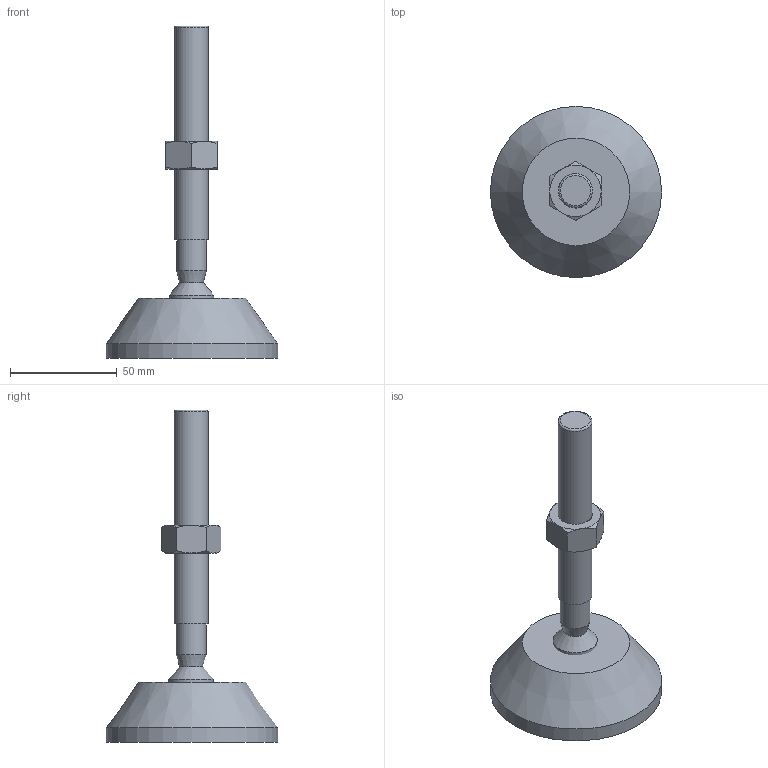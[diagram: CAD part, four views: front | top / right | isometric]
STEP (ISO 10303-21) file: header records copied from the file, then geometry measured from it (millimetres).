
FILE_DESCRIPTION(/* description */ (''),/* implementation_level */ '2;1');
FILE_NAME(/* name */ '30-M16D80-1.step',/* time_stamp */ '2022-06-24T11:27:33-04:00',/* author */ (''),/* organization */ (''),/* preprocessor_version */ 'ST-DEVELOPER v19',/* originating_system */ 'Autodesk Translation Framework v11.7.0.108',/* authorisation */ '');
FILE_SCHEMA (('AUTOMOTIVE_DESIGN { 1 0 10303 214 3 1 1 }'));
Length unit declared in the file: millimetre
Products named in the file (2): Working 6-24-22a; 93695A210_Left-Hand Threaded Medium-Strength Steel Hex Nut
Assembly tree (1 placements, depth 2):
  Working 6-24-22a
    93695A210_Left-Hand Threaded Medium-Strength Steel Hex Nut
Bounding box: 80 x 80 x 155.15 mm (x, y, z)
Volume: 135957.5 mm3; surface area: 24695.5 mm2
Topology: 6 solids, 6 shells, 63 faces, 129 edges, 79 vertices
Faces by surface type: cone 20, cylinder 20, plane 20, bspline 2, torus 1
Full cylindrical faces by diameter (mm): 12.694 x1, 13.402 x4, 14 x1, 15.493 x1, 15.822 x1, 16 x6, 20.681 x1, 80 x1
Entity records: 3163 total; most frequent: CARTESIAN_POINT 1892, ORIENTED_EDGE 258, DIRECTION 241, EDGE_CURVE 129, AXIS2_PLACEMENT_3D 104, VERTEX_POINT 79, EDGE_LOOP 66, FACE_OUTER_BOUND 63
